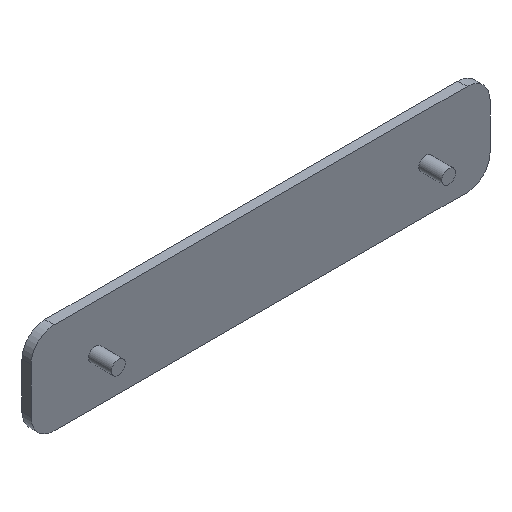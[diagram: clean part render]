
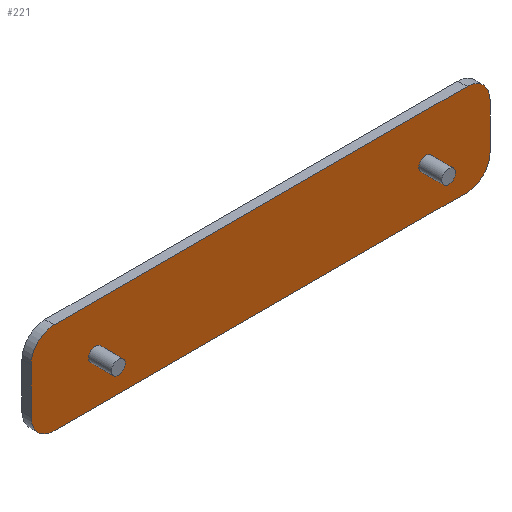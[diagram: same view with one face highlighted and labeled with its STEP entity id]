
A CAD part, isometric view. The second image highlights one B-rep face of the part: STEP entity #221.
In plain terms, the highlighted planar face has unit normal (0, -1, 0).
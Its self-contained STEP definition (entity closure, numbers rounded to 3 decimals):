
#15=FACE_BOUND('',#42,.T.);
#16=FACE_BOUND('',#43,.T.);
#18=PLANE('',#251);
#27=FACE_OUTER_BOUND('',#41,.T.);
#41=EDGE_LOOP('',(#161,#162,#163,#164,#165,#166,#167,#168));
#42=EDGE_LOOP('',(#169));
#43=EDGE_LOOP('',(#170));
#57=LINE('',#357,#75);
#60=LINE('',#363,#78);
#61=LINE('',#367,#79);
#62=LINE('',#371,#80);
#75=VECTOR('',#285,10.);
#78=VECTOR('',#290,10.);
#79=VECTOR('',#293,10.);
#80=VECTOR('',#296,10.);
#92=CIRCLE('',#249,5.);
#93=CIRCLE('',#252,5.);
#94=CIRCLE('',#253,5.);
#95=CIRCLE('',#254,5.);
#96=CIRCLE('',#255,1.5);
#97=CIRCLE('',#256,1.5);
#105=VERTEX_POINT('',#350);
#106=VERTEX_POINT('',#352);
#107=VERTEX_POINT('',#356);
#109=VERTEX_POINT('',#362);
#110=VERTEX_POINT('',#364);
#111=VERTEX_POINT('',#366);
#112=VERTEX_POINT('',#368);
#113=VERTEX_POINT('',#370);
#114=VERTEX_POINT('',#373);
#115=VERTEX_POINT('',#375);
#125=EDGE_CURVE('',#105,#106,#92,.T.);
#127=EDGE_CURVE('',#106,#107,#57,.T.);
#130=EDGE_CURVE('',#109,#105,#60,.T.);
#131=EDGE_CURVE('',#110,#109,#93,.T.);
#132=EDGE_CURVE('',#111,#110,#61,.T.);
#133=EDGE_CURVE('',#112,#111,#94,.T.);
#134=EDGE_CURVE('',#113,#112,#62,.T.);
#135=EDGE_CURVE('',#107,#113,#95,.T.);
#136=EDGE_CURVE('',#114,#114,#96,.T.);
#137=EDGE_CURVE('',#115,#115,#97,.T.);
#161=ORIENTED_EDGE('',*,*,#125,.F.);
#162=ORIENTED_EDGE('',*,*,#130,.F.);
#163=ORIENTED_EDGE('',*,*,#131,.F.);
#164=ORIENTED_EDGE('',*,*,#132,.F.);
#165=ORIENTED_EDGE('',*,*,#133,.F.);
#166=ORIENTED_EDGE('',*,*,#134,.F.);
#167=ORIENTED_EDGE('',*,*,#135,.F.);
#168=ORIENTED_EDGE('',*,*,#127,.F.);
#169=ORIENTED_EDGE('',*,*,#136,.T.);
#170=ORIENTED_EDGE('',*,*,#137,.T.);
#221=ADVANCED_FACE('',(#27,#15,#16),#18,.F.);
#249=AXIS2_PLACEMENT_3D('',#353,#280,#281);
#251=AXIS2_PLACEMENT_3D('',#361,#288,#289);
#252=AXIS2_PLACEMENT_3D('',#365,#291,#292);
#253=AXIS2_PLACEMENT_3D('',#369,#294,#295);
#254=AXIS2_PLACEMENT_3D('',#372,#297,#298);
#255=AXIS2_PLACEMENT_3D('',#374,#299,#300);
#256=AXIS2_PLACEMENT_3D('',#376,#301,#302);
#280=DIRECTION('center_axis',(0.,1.,0.));
#281=DIRECTION('ref_axis',(-0.707,0.,-0.707));
#285=DIRECTION('',(0.,0.,1.));
#288=DIRECTION('center_axis',(0.,1.,0.));
#289=DIRECTION('ref_axis',(1.,0.,0.));
#290=DIRECTION('',(-1.,0.,0.));
#291=DIRECTION('center_axis',(0.,1.,0.));
#292=DIRECTION('ref_axis',(0.707,0.,-0.707));
#293=DIRECTION('',(0.,0.,-1.));
#294=DIRECTION('center_axis',(0.,1.,0.));
#295=DIRECTION('ref_axis',(0.707,0.,0.707));
#296=DIRECTION('',(1.,0.,0.));
#297=DIRECTION('center_axis',(0.,1.,0.));
#298=DIRECTION('ref_axis',(-0.707,0.,0.707));
#299=DIRECTION('center_axis',(0.,1.,0.));
#300=DIRECTION('ref_axis',(1.,0.,0.));
#301=DIRECTION('center_axis',(0.,1.,0.));
#302=DIRECTION('ref_axis',(1.,0.,0.));
#350=CARTESIAN_POINT('',(5.,0.,0.));
#352=CARTESIAN_POINT('',(0.,0.,5.));
#353=CARTESIAN_POINT('Origin',(5.,0.,5.));
#356=CARTESIAN_POINT('',(0.,0.,15.));
#357=CARTESIAN_POINT('',(0.,0.,0.));
#361=CARTESIAN_POINT('Origin',(50.,0.,10.));
#362=CARTESIAN_POINT('',(95.,0.,0.));
#363=CARTESIAN_POINT('',(100.,0.,0.));
#364=CARTESIAN_POINT('',(100.,0.,5.));
#365=CARTESIAN_POINT('Origin',(95.,0.,5.));
#366=CARTESIAN_POINT('',(100.,0.,15.));
#367=CARTESIAN_POINT('',(100.,0.,20.));
#368=CARTESIAN_POINT('',(95.,0.,20.));
#369=CARTESIAN_POINT('Origin',(95.,0.,15.));
#370=CARTESIAN_POINT('',(5.,0.,20.));
#371=CARTESIAN_POINT('',(0.,0.,20.));
#372=CARTESIAN_POINT('Origin',(5.,0.,15.));
#373=CARTESIAN_POINT('',(84.5,0.,10.));
#374=CARTESIAN_POINT('Origin',(86.,0.,10.));
#375=CARTESIAN_POINT('',(12.5,0.,10.));
#376=CARTESIAN_POINT('Origin',(14.,0.,10.));
